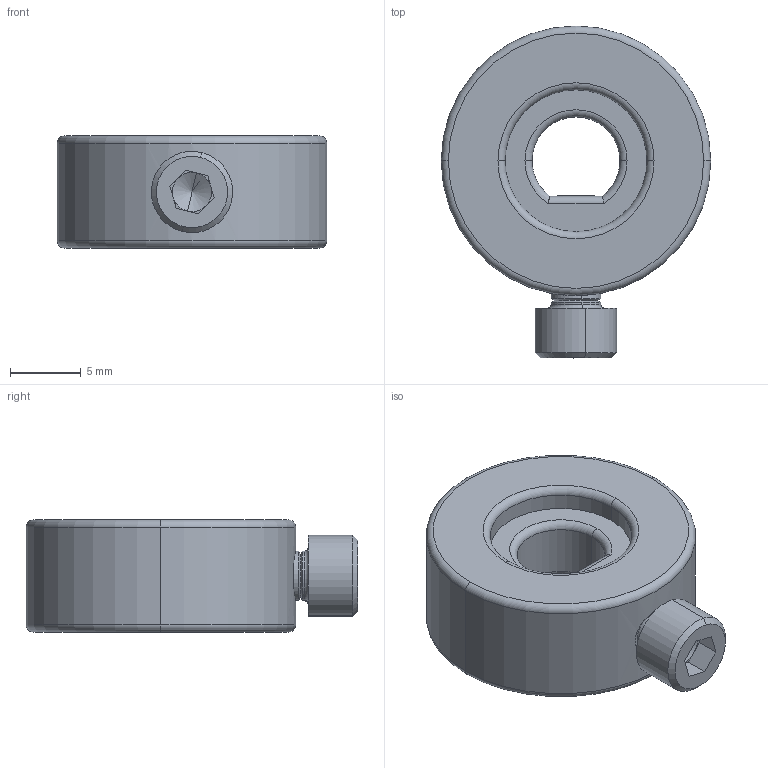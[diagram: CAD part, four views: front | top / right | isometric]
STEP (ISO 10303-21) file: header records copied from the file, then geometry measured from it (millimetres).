
FILE_DESCRIPTION (( 'STEP AP214' ), '1' );
FILE_NAME ('40229_TXP-6mm Shaft Set Collar.STEP', '2017-03-28T20:19:08', ( '' ), ( '' ), 'SwSTEP 2.0', 'SolidWorks 2016', '' );
FILE_SCHEMA (( 'AUTOMOTIVE_DESIGN' ));
Length unit declared in the file: millimetre
Products named in the file (2): 40229_TXP-6mm Shaft Set Collar
Bounding box: 19 x 23.39 x 7.9 mm (x, y, z)
Volume: 1948.3 mm3; surface area: 1410.1 mm2
Topology: 2 solids, 2 shells, 131 faces, 272 edges, 147 vertices
Faces by surface type: cone 54, cylinder 39, plane 20, torus 16, bspline 2
Entity records: 5136 total; most frequent: CARTESIAN_POINT 815, DIRECTION 662, ORIENTED_EDGE 540, AXIS2_PLACEMENT_3D 271, EDGE_CURVE 270, VERTEX_POINT 147, CIRCLE 140, EDGE_LOOP 139
